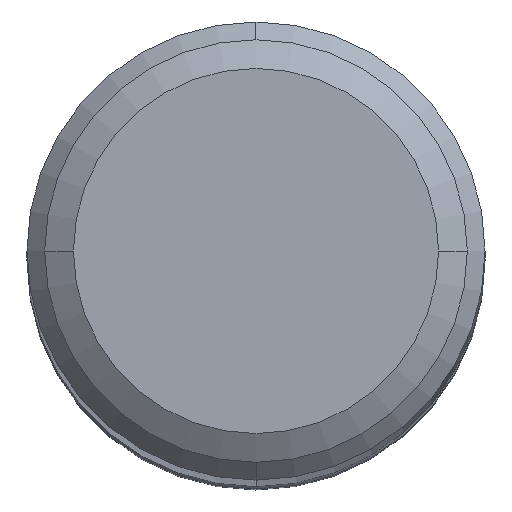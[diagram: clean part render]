
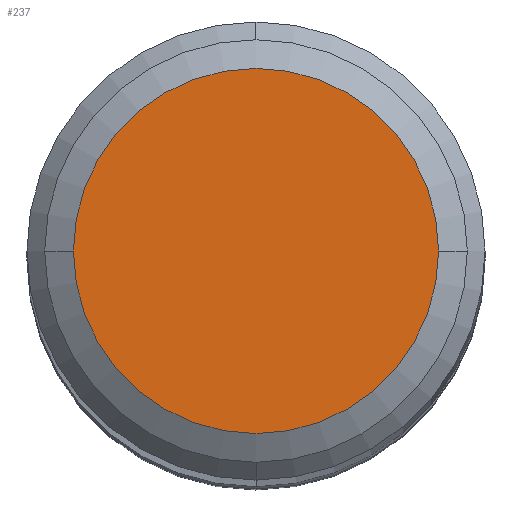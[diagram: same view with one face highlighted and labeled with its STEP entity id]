
A CAD part, top view. The second image highlights one B-rep face of the part: STEP entity #237.
In plain terms, the highlighted planar face has unit normal (0, 0, 1).
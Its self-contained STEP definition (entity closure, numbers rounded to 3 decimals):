
#173=EDGE_CURVE('',#213,#245,#370,.T.);
#213=VERTEX_POINT('',#418);
#215=EDGE_CURVE('',#245,#213,#420,.T.);
#237=ADVANCED_FACE('',(#443),#444,.T.);
#245=VERTEX_POINT('',#452);
#370=CIRCLE('',#590,3.188);
#418=CARTESIAN_POINT('',(3.188,0.,89.6));
#420=CIRCLE('',#653,3.188);
#443=FACE_OUTER_BOUND('',#683,.T.);
#444=PLANE('',#684);
#452=CARTESIAN_POINT('',(-3.188,0.,89.6));
#590=AXIS2_PLACEMENT_3D('',#843,#844,#845);
#653=AXIS2_PLACEMENT_3D('',#928,#929,#930);
#683=EDGE_LOOP('',(#957,#958));
#684=AXIS2_PLACEMENT_3D('',#959,#960,#961);
#843=CARTESIAN_POINT('',(0.,0.0,89.6));
#844=DIRECTION('',(0.0,0.0,1.0));
#845=DIRECTION('',(-1.0,0.,0.0));
#928=CARTESIAN_POINT('',(0.,0.0,89.6));
#929=DIRECTION('',(0.0,0.0,1.0));
#930=DIRECTION('',(-1.0,0.,0.0));
#957=ORIENTED_EDGE('',*,*,#215,.T.);
#958=ORIENTED_EDGE('',*,*,#173,.T.);
#959=CARTESIAN_POINT('',(0.,-1.7,89.6));
#960=DIRECTION('',(0.0,0.0,1.0));
#961=DIRECTION('',(0.,-1.0,0.0));
